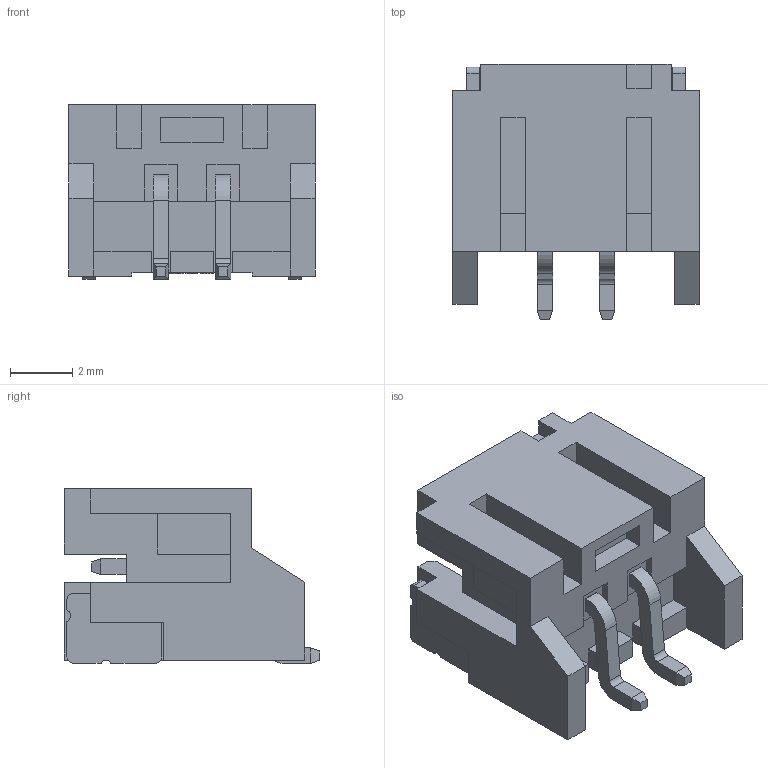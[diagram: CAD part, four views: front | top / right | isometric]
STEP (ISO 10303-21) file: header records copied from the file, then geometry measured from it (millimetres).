
FILE_DESCRIPTION(('STEP AP214'),'1');
FILE_NAME('CONN-SMD_PH-2AWT.stp','2021-08-18T11:46:09',(' '),(' '),'Spatial InterOp 3D',' ',' ');
FILE_SCHEMA(('AUTOMOTIVE_DESIGN { 1 0 10303 214 1 1 1 1 }'));
Length unit declared in the file: millimetre
Products named in the file (1): 210
Bounding box: 7.9 x 8.2 x 5.61 mm (x, y, z)
Volume: 141 mm3; surface area: 476.9 mm2
Topology: 3 solids, 3 shells, 289 faces, 799 edges, 524 vertices
Faces by surface type: plane 269, cylinder 20
Entity records: 11370 total; most frequent: CARTESIAN_POINT 1614, ORIENTED_EDGE 1598, DIRECTION 1421, EDGE_CURVE 799, LINE 759, VECTOR 759, VERTEX_POINT 524, AXIS2_PLACEMENT_3D 331
